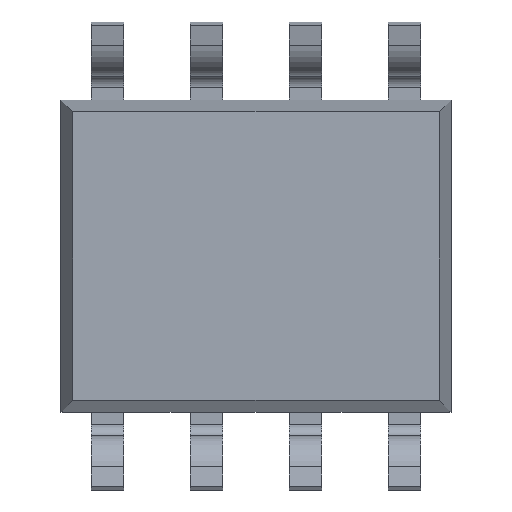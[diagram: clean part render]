
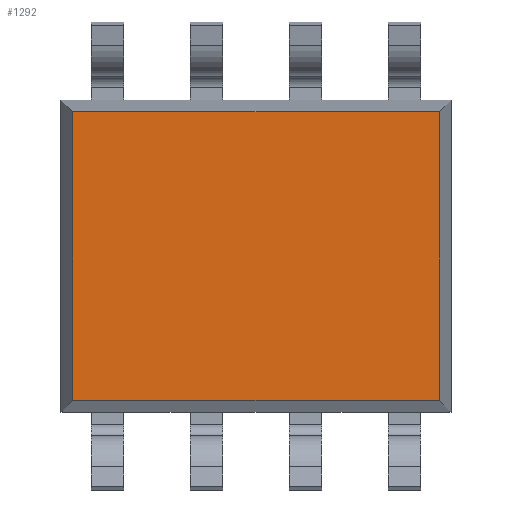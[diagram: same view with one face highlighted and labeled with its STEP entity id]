
A CAD part, top view. The second image highlights one B-rep face of the part: STEP entity #1292.
In plain terms, the highlighted planar face has unit normal (0, 0, 1).
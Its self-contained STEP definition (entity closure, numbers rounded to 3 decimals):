
#21 = CARTESIAN_POINT ( 'NONE',  ( 0., 0., 1.6 ) ) ;
#63 = AXIS2_PLACEMENT_3D ( 'NONE', #21, #2354, #368 ) ;
#135 = EDGE_CURVE ( 'NONE', #3933, #3458, #3564, .T. ) ;
#368 = DIRECTION ( 'NONE',  ( 1., 0., 0. ) ) ;
#421 = ORIENTED_EDGE ( 'NONE', *, *, #3911, .T. ) ;
#747 = CARTESIAN_POINT ( 'NONE',  ( 2.5, -1.85, 1.6 ) ) ;
#942 = VECTOR ( 'NONE', #2400, 1000. ) ;
#943 = DIRECTION ( 'NONE',  ( 0., 1., 0. ) ) ;
#1276 = CARTESIAN_POINT ( 'NONE',  ( 2.5, 1.85, 1.6 ) ) ;
#1285 = CARTESIAN_POINT ( 'NONE',  ( -2.35, -1.85, 1.6 ) ) ;
#1292 = ADVANCED_FACE ( 'NONE', ( #3799 ), #2994, .T. ) ;
#1296 = DIRECTION ( 'NONE',  ( -1., 0., 0. ) ) ;
#1315 = VERTEX_POINT ( 'NONE', #3010 ) ;
#1327 = EDGE_LOOP ( 'NONE', ( #3001, #421, #4070, #2272 ) ) ;
#1576 = EDGE_CURVE ( 'NONE', #3458, #1315, #2734, .T. ) ;
#1868 = VECTOR ( 'NONE', #943, 1000. ) ;
#2231 = CARTESIAN_POINT ( 'NONE',  ( 2.35, 1.85, 1.6 ) ) ;
#2272 = ORIENTED_EDGE ( 'NONE', *, *, #1576, .F. ) ;
#2354 = DIRECTION ( 'NONE',  ( 0., 0., 1. ) ) ;
#2398 = VERTEX_POINT ( 'NONE', #2231 ) ;
#2400 = DIRECTION ( 'NONE',  ( -1., 0., 0. ) ) ;
#2658 = VECTOR ( 'NONE', #1296, 1000. ) ;
#2734 = LINE ( 'NONE', #2914, #1868 ) ;
#2765 = LINE ( 'NONE', #1276, #2658 ) ;
#2914 = CARTESIAN_POINT ( 'NONE',  ( -2.35, -2., 1.6 ) ) ;
#2994 = PLANE ( 'NONE',  #63 ) ;
#3001 = ORIENTED_EDGE ( 'NONE', *, *, #135, .F. ) ;
#3010 = CARTESIAN_POINT ( 'NONE',  ( -2.35, 1.85, 1.6 ) ) ;
#3172 = CARTESIAN_POINT ( 'NONE',  ( 2.35, -1.85, 1.6 ) ) ;
#3458 = VERTEX_POINT ( 'NONE', #1285 ) ;
#3484 = CARTESIAN_POINT ( 'NONE',  ( 2.35, -2., 1.6 ) ) ;
#3564 = LINE ( 'NONE', #747, #942 ) ;
#3799 = FACE_OUTER_BOUND ( 'NONE', #1327, .T. ) ;
#3836 = DIRECTION ( 'NONE',  ( 0., 1., 0. ) ) ;
#3910 = VECTOR ( 'NONE', #3836, 1000. ) ;
#3911 = EDGE_CURVE ( 'NONE', #3933, #2398, #4114, .T. ) ;
#3933 = VERTEX_POINT ( 'NONE', #3172 ) ;
#4070 = ORIENTED_EDGE ( 'NONE', *, *, #4080, .T. ) ;
#4080 = EDGE_CURVE ( 'NONE', #2398, #1315, #2765, .T. ) ;
#4114 = LINE ( 'NONE', #3484, #3910 ) ;
